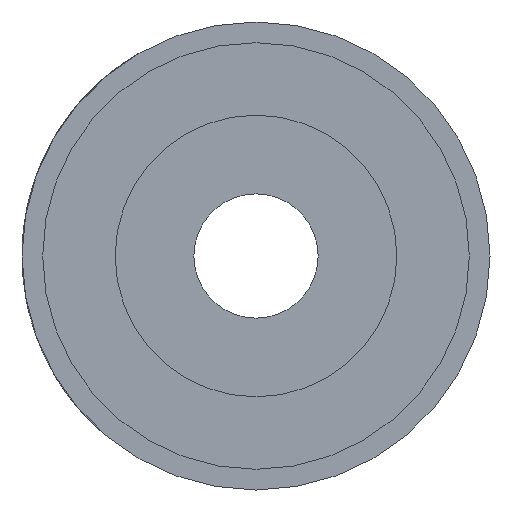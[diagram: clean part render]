
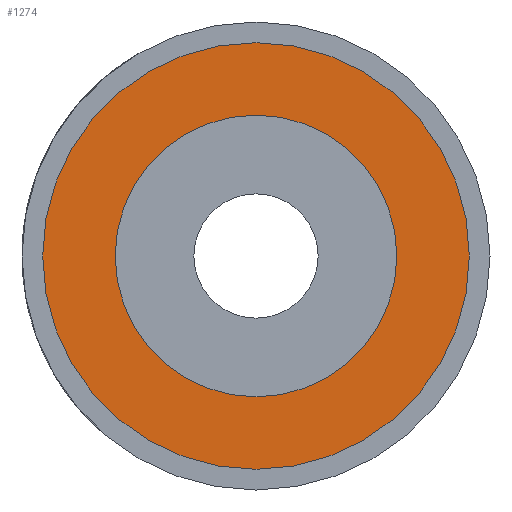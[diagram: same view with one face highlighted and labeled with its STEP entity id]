
A CAD part, left-side view. The second image highlights one B-rep face of the part: STEP entity #1274.
In plain terms, the highlighted planar face has unit normal (-1, 0, 0).
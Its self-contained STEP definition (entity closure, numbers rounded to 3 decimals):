
#146 = CARTESIAN_POINT ( 'NONE',  ( 0., 0., 0. ) ) ;
#256 = AXIS2_PLACEMENT_3D ( 'NONE', #5657, #4791, #4021 ) ;
#269 = VERTEX_POINT ( 'NONE', #6381 ) ;
#591 = EDGE_LOOP ( 'NONE', ( #8017, #6310 ) ) ;
#935 = DIRECTION ( 'NONE',  ( -1., 0., 0. ) ) ;
#1201 = AXIS2_PLACEMENT_3D ( 'NONE', #2395, #935, #1765 ) ;
#1274 = ADVANCED_FACE ( 'NONE', ( #5904, #8862 ), #1542, .F. ) ;
#1542 = PLANE ( 'NONE',  #6253 ) ;
#1543 = DIRECTION ( 'NONE',  ( 0., 0., 1. ) ) ;
#1765 = DIRECTION ( 'NONE',  ( 0., 0., 1. ) ) ;
#2240 = EDGE_CURVE ( 'NONE', #269, #2271, #2383, .T. ) ;
#2271 = VERTEX_POINT ( 'NONE', #6244 ) ;
#2379 = DIRECTION ( 'NONE',  ( -1., 0., 0. ) ) ;
#2383 = CIRCLE ( 'NONE', #7802, 10.3 ) ;
#2395 = CARTESIAN_POINT ( 'NONE',  ( 0., 0., 0. ) ) ;
#3252 = DIRECTION ( 'NONE',  ( 0., 0., -1. ) ) ;
#3413 = EDGE_CURVE ( 'NONE', #2271, #269, #9558, .T. ) ;
#3765 = CARTESIAN_POINT ( 'NONE',  ( 0., 0., 0. ) ) ;
#4021 = DIRECTION ( 'NONE',  ( 0., 0., -1. ) ) ;
#4489 = DIRECTION ( 'NONE',  ( 1., 0., 0. ) ) ;
#4791 = DIRECTION ( 'NONE',  ( -1., 0., 0. ) ) ;
#4961 = VERTEX_POINT ( 'NONE', #7484 ) ;
#5168 = CARTESIAN_POINT ( 'NONE',  ( 0., 0., 0. ) ) ;
#5657 = CARTESIAN_POINT ( 'NONE',  ( 0., 0., 0. ) ) ;
#5904 = FACE_BOUND ( 'NONE', #6065, .T. ) ;
#6065 = EDGE_LOOP ( 'NONE', ( #9507, #9555 ) ) ;
#6244 = CARTESIAN_POINT ( 'NONE',  ( 0., 0., 10.3 ) ) ;
#6253 = AXIS2_PLACEMENT_3D ( 'NONE', #5168, #4489, #7460 ) ;
#6310 = ORIENTED_EDGE ( 'NONE', *, *, #2240, .T. ) ;
#6381 = CARTESIAN_POINT ( 'NONE',  ( 0., 0., -10.3 ) ) ;
#6595 = AXIS2_PLACEMENT_3D ( 'NONE', #146, #2379, #3252 ) ;
#6974 = CARTESIAN_POINT ( 'NONE',  ( 0., 0., -6.8 ) ) ;
#7325 = EDGE_CURVE ( 'NONE', #4961, #8478, #8140, .T. ) ;
#7460 = DIRECTION ( 'NONE',  ( 0., 0., -1. ) ) ;
#7484 = CARTESIAN_POINT ( 'NONE',  ( 0., 0., 6.8 ) ) ;
#7508 = EDGE_CURVE ( 'NONE', #8478, #4961, #9532, .T. ) ;
#7802 = AXIS2_PLACEMENT_3D ( 'NONE', #3765, #9536, #1543 ) ;
#8017 = ORIENTED_EDGE ( 'NONE', *, *, #3413, .T. ) ;
#8140 = CIRCLE ( 'NONE', #6595, 6.8 ) ;
#8478 = VERTEX_POINT ( 'NONE', #6974 ) ;
#8862 = FACE_OUTER_BOUND ( 'NONE', #591, .T. ) ;
#9507 = ORIENTED_EDGE ( 'NONE', *, *, #7325, .F. ) ;
#9532 = CIRCLE ( 'NONE', #256, 6.8 ) ;
#9536 = DIRECTION ( 'NONE',  ( -1., 0., 0. ) ) ;
#9555 = ORIENTED_EDGE ( 'NONE', *, *, #7508, .F. ) ;
#9558 = CIRCLE ( 'NONE', #1201, 10.3 ) ;
